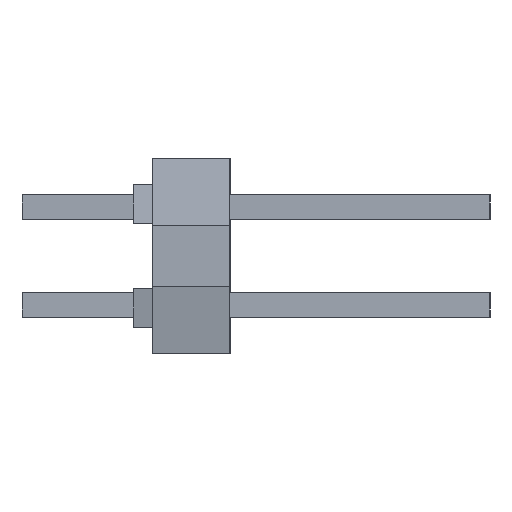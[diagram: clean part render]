
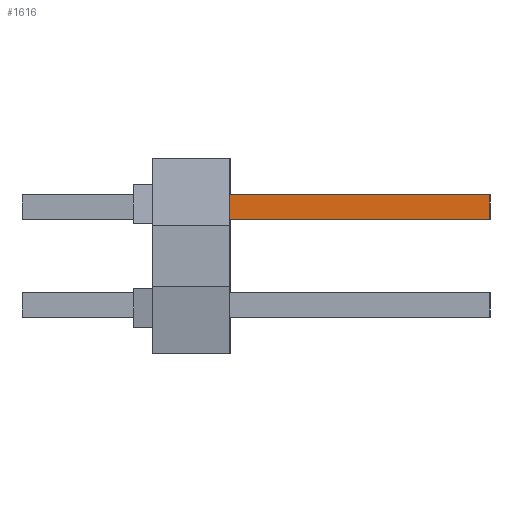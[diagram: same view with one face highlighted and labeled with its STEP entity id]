
A CAD part, left-side view. The second image highlights one B-rep face of the part: STEP entity #1616.
In plain terms, the highlighted planar face has unit normal (-1, 0, 0).
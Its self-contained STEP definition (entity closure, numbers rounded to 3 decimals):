
#1616=ADVANCED_FACE('',(#3061),#3062,.F.);
#3061=FACE_OUTER_BOUND('',#4421,.T.);
#3062=PLANE('',#4422);
#4421=EDGE_LOOP('',(#9259,#9260,#9261,#9262));
#4422=AXIS2_PLACEMENT_3D('',#9263,#9264,#9265);
#9259=ORIENTED_EDGE('',*,*,#10855,.F.);
#9260=ORIENTED_EDGE('',*,*,#10856,.F.);
#9261=ORIENTED_EDGE('',*,*,#10857,.F.);
#9262=ORIENTED_EDGE('',*,*,#9578,.T.);
#9263=CARTESIAN_POINT('',(-15.558,0.0,0.0));
#9264=DIRECTION('',(1.0,0.0,0.0));
#9265=DIRECTION('',(0.0,1.0,-0.0));
#9578=EDGE_CURVE('',#11239,#11244,#11246,.T.);
#10855=EDGE_CURVE('',#13319,#11244,#13320,.T.);
#10856=EDGE_CURVE('',#13321,#13319,#13322,.T.);
#10857=EDGE_CURVE('',#11239,#13321,#13323,.T.);
#11239=VERTEX_POINT('',#13895);
#11244=VERTEX_POINT('',#13902);
#11246=LINE('',#13905,#13906);
#13319=VERTEX_POINT('',#17255);
#13320=LINE('',#17256,#17257);
#13321=VERTEX_POINT('',#17258);
#13322=LINE('',#17259,#17260);
#13323=LINE('',#17261,#17262);
#13895=CARTESIAN_POINT('',(-15.558,-1.0,1.588));
#13902=CARTESIAN_POINT('',(-15.558,-1.0,0.953));
#13905=CARTESIAN_POINT('',(-15.558,-1.0,1.588));
#13906=VECTOR('',#17514,0.635);
#17255=CARTESIAN_POINT('',(-15.558,-7.75,0.953));
#17256=CARTESIAN_POINT('',(-15.558,-7.75,0.953));
#17257=VECTOR('',#18791,6.75);
#17258=CARTESIAN_POINT('',(-15.558,-7.75,1.588));
#17259=CARTESIAN_POINT('',(-15.558,-7.75,1.588));
#17260=VECTOR('',#18792,0.635);
#17261=CARTESIAN_POINT('',(-15.558,-1.0,1.588));
#17262=VECTOR('',#18793,6.75);
#17514=DIRECTION('',(0.0,0.0,-1.0));
#18791=DIRECTION('',(0.0,1.0,0.0));
#18792=DIRECTION('',(0.0,0.0,-1.0));
#18793=DIRECTION('',(0.0,-1.0,0.0));
